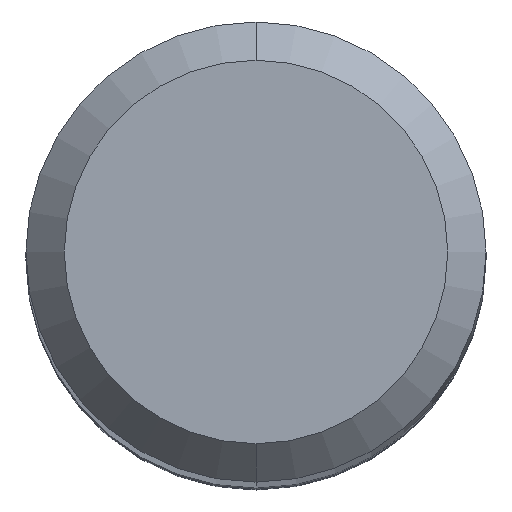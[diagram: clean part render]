
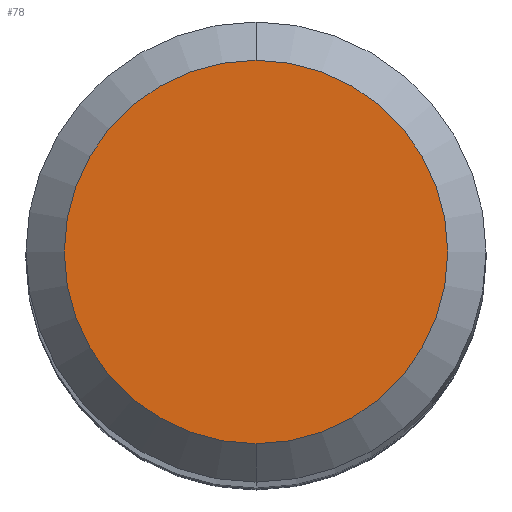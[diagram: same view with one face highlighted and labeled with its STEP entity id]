
A CAD part, top view. The second image highlights one B-rep face of the part: STEP entity #78.
In plain terms, the highlighted planar face has unit normal (0, 0, 1).
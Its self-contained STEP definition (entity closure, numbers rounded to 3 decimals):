
#78=ADVANCED_FACE('',(#106),#86,.F.);
#86=PLANE('',#454);
#106=FACE_OUTER_BOUND('',#128,.T.);
#128=EDGE_LOOP('',(#194,#195));
#194=ORIENTED_EDGE('',*,*,#267,.F.);
#195=ORIENTED_EDGE('',*,*,#265,.F.);
#230=VERTEX_POINT('',#716);
#231=VERTEX_POINT('',#718);
#265=EDGE_CURVE('',#230,#231,#295,.T.);
#267=EDGE_CURVE('',#231,#230,#296,.T.);
#295=CIRCLE('',#450,2.5);
#296=CIRCLE('',#452,2.5);
#450=AXIS2_PLACEMENT_3D('',#717,#560,#561);
#452=AXIS2_PLACEMENT_3D('',#721,#565,#566);
#454=AXIS2_PLACEMENT_3D('',#723,#569,#570);
#560=DIRECTION('',(0.,0.,-1.));
#561=DIRECTION('',(0.,-1.,0.));
#565=DIRECTION('',(0.,0.,-1.));
#566=DIRECTION('',(0.,1.,0.));
#569=DIRECTION('',(0.,0.,-1.));
#570=DIRECTION('',(0.,1.,0.));
#716=CARTESIAN_POINT('',(0.,-2.5,60.));
#717=CARTESIAN_POINT('',(0.,0.,60.));
#718=CARTESIAN_POINT('',(0.,2.5,60.));
#721=CARTESIAN_POINT('',(0.,0.,60.));
#723=CARTESIAN_POINT('',(0.,0.,60.));
